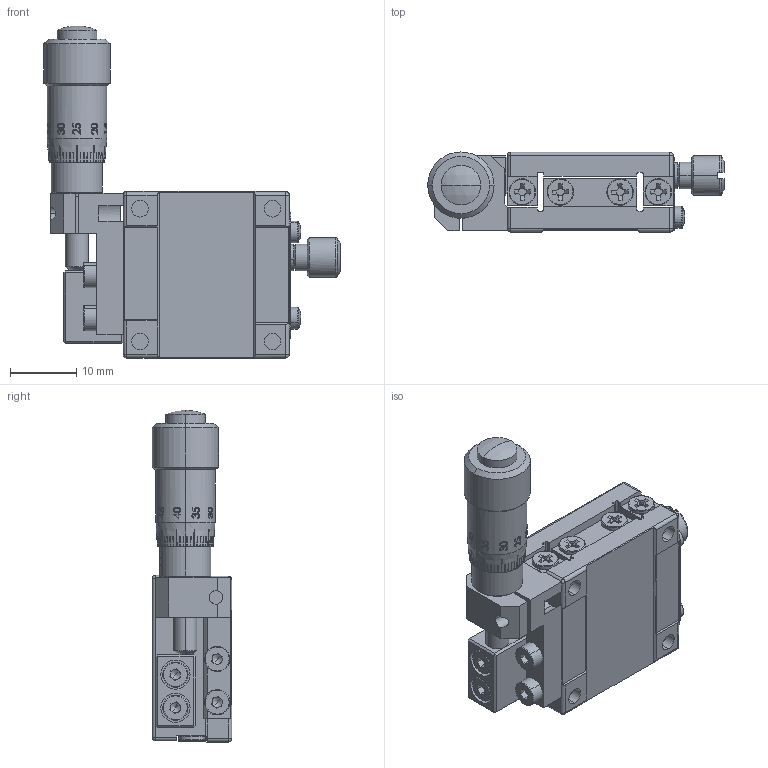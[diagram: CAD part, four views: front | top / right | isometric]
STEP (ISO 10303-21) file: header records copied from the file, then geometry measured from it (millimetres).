
FILE_DESCRIPTION (( 'STEP AP203' ), '1' );
FILE_NAME ('MX25-SS(«¬¿ý).STEP', '2013-04-30T01:41:25', ( '123' ), ( '' ), 'SwSTEP 2.0', 'SolidWorks 2013', '' );
FILE_SCHEMA (( 'CONFIG_CONTROL_DESIGN' ));
Products named in the file (3): Group1^MX25-SS(型錄); Group2^MX25-SS(型錄); MX25-SS(型錄)
Assembly tree (2 placements, depth 2):
  MX25-SS(型錄)
    Group1^MX25-SS(型錄)
    Group2^MX25-SS(型錄)
Bounding box: 44.7 x 12 x 50.05 mm (x, y, z)
Volume: 9839 mm3; surface area: 6948.4 mm2
Topology: 2 solids, 2 shells, 1676 faces, 4483 edges, 2904 vertices
Faces by surface type: plane 992, bspline 339, cylinder 175, cone 108, torus 46, sphere 16
Entity records: 74086 total; most frequent: CARTESIAN_POINT 34361, ORIENTED_EDGE 8926, DIRECTION 6955, EDGE_CURVE 4463, VERTEX_POINT 2904, VECTOR 2729, LINE 2729, AXIS2_PLACEMENT_3D 2113
